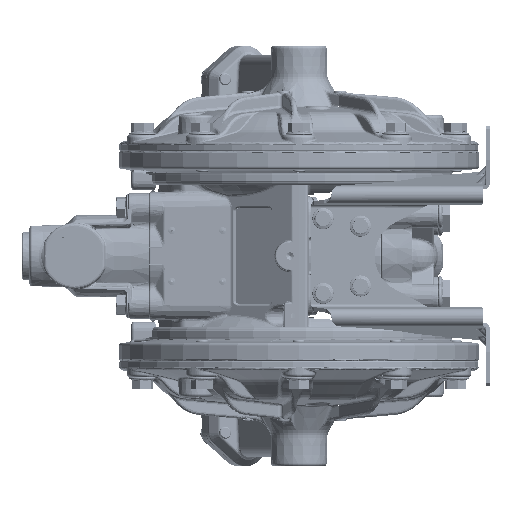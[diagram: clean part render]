
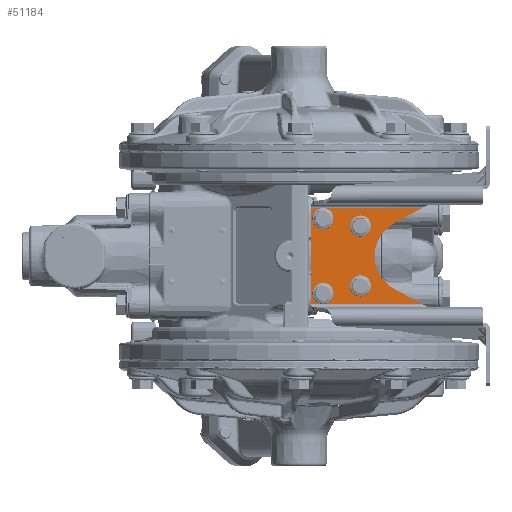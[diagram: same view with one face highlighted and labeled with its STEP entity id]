
A CAD part, left-side view. The second image highlights one B-rep face of the part: STEP entity #51184.
In plain terms, the highlighted planar face has unit normal (-1, -0.018, 0).
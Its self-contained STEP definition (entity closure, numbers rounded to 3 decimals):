
#526 = EDGE_CURVE ( 'NONE', #117144, #247832, #58915, .T. ) ;
#2671 = ORIENTED_EDGE ( 'NONE', *, *, #214250, .T. ) ;
#4601 = CIRCLE ( 'NONE', #29359, 3.25 ) ;
#6934 = EDGE_LOOP ( 'NONE', ( #103977, #99887 ) ) ;
#8976 = DIRECTION ( 'NONE',  ( 0., 0., 1. ) ) ;
#12126 = CARTESIAN_POINT ( 'NONE',  ( -90.82, -8.042, -33.737 ) ) ;
#16340 = CARTESIAN_POINT ( 'NONE',  ( -90.68, -16.041, 25. ) ) ;
#19824 = DIRECTION ( 'NONE',  ( -1., -0.017, 0. ) ) ;
#20843 = EDGE_CURVE ( 'NONE', #55846, #196957, #42303, .T. ) ;
#22422 = EDGE_CURVE ( 'NONE', #196957, #55846, #199773, .T. ) ;
#25972 = EDGE_CURVE ( 'NONE', #247832, #117144, #149036, .T. ) ;
#26880 = VECTOR ( 'NONE', #197191, 1000. ) ;
#29359 = AXIS2_PLACEMENT_3D ( 'NONE', #62382, #258299, #90619 ) ;
#29483 = CARTESIAN_POINT ( 'NONE',  ( -91.008, 2.743, -13.632 ) ) ;
#37034 = ORIENTED_EDGE ( 'NONE', *, *, #526, .F. ) ;
#41107 = CARTESIAN_POINT ( 'NONE',  ( -90.82, -8.042, 32.029 ) ) ;
#42303 = CIRCLE ( 'NONE', #220571, 3.25 ) ;
#43134 = CARTESIAN_POINT ( 'NONE',  ( -89.848, -63.714, 22.03 ) ) ;
#49189 = VERTEX_POINT ( 'NONE', #43134 ) ;
#51184 = ADVANCED_FACE ( 'NONE', ( #180601, #320872, #106260, #246419, #171815 ), #175430, .T. ) ;
#55846 = VERTEX_POINT ( 'NONE', #260619 ) ;
#58915 = CIRCLE ( 'NONE', #235739, 3.25 ) ;
#62382 = CARTESIAN_POINT ( 'NONE',  ( -90.244, -41.037, 20. ) ) ;
#68796 = DIRECTION ( 'NONE',  ( -1., -0.017, 0. ) ) ;
#79896 = EDGE_CURVE ( 'NONE', #263503, #49189, #250375, .T. ) ;
#90178 = EDGE_CURVE ( 'NONE', #317795, #330659, #146071, .T. ) ;
#90619 = DIRECTION ( 'NONE',  ( 0., 0., 1. ) ) ;
#92762 = CIRCLE ( 'NONE', #291453, 25. ) ;
#93204 = VECTOR ( 'NONE', #156397, 1000. ) ;
#96226 = VECTOR ( 'NONE', #207932, 1000. ) ;
#99887 = ORIENTED_EDGE ( 'NONE', *, *, #320776, .F. ) ;
#103977 = ORIENTED_EDGE ( 'NONE', *, *, #90178, .F. ) ;
#104639 = CARTESIAN_POINT ( 'NONE',  ( -89.642, -75.532, 0. ) ) ;
#105621 = LINE ( 'NONE', #246554, #254516 ) ;
#106260 = FACE_BOUND ( 'NONE', #187938, .T. ) ;
#108484 = EDGE_CURVE ( 'NONE', #49189, #134527, #92762, .T. ) ;
#110042 = CARTESIAN_POINT ( 'NONE',  ( -90.244, -41.037, -20. ) ) ;
#110156 = DIRECTION ( 'NONE',  ( -1., -0.017, 0. ) ) ;
#117144 = VERTEX_POINT ( 'NONE', #265472 ) ;
#123098 = EDGE_CURVE ( 'NONE', #349348, #182254, #242873, .T. ) ;
#123422 = CARTESIAN_POINT ( 'NONE',  ( -90.244, -41.037, 23.25 ) ) ;
#124701 = EDGE_CURVE ( 'NONE', #182254, #349348, #4601, .T. ) ;
#124868 = CARTESIAN_POINT ( 'NONE',  ( -90.244, -41.037, -23.25 ) ) ;
#125135 = AXIS2_PLACEMENT_3D ( 'NONE', #236455, #68796, #264636 ) ;
#127087 = DIRECTION ( 'NONE',  ( -1., -0.017, 0. ) ) ;
#132829 = DIRECTION ( 'NONE',  ( 0., 0., 1. ) ) ;
#134527 = VERTEX_POINT ( 'NONE', #355735 ) ;
#136389 = EDGE_CURVE ( 'NONE', #134527, #236878, #224218, .T. ) ;
#138133 = DIRECTION ( 'NONE',  ( 0., 0., 1. ) ) ;
#141183 = CARTESIAN_POINT ( 'NONE',  ( -90.244, -41.037, 20. ) ) ;
#143767 = CARTESIAN_POINT ( 'NONE',  ( -90.244, -41.037, -16.75 ) ) ;
#146071 = CIRCLE ( 'NONE', #230132, 3.25 ) ;
#149036 = CIRCLE ( 'NONE', #328374, 3.25 ) ;
#150450 = DIRECTION ( 'NONE',  ( 0.015, -0.881, -0.473 ) ) ;
#152922 = CARTESIAN_POINT ( 'NONE',  ( -90.82, -8.042, -32.029 ) ) ;
#156397 = DIRECTION ( 'NONE',  ( 0.017, -1., 0. ) ) ;
#162554 = CARTESIAN_POINT ( 'NONE',  ( -89.523, -82.349, -32.029 ) ) ;
#167567 = LINE ( 'NONE', #321712, #93204 ) ;
#169280 = DIRECTION ( 'NONE',  ( 0., 0., 1. ) ) ;
#170548 = LINE ( 'NONE', #12126, #96226 ) ;
#171815 = FACE_OUTER_BOUND ( 'NONE', #326876, .T. ) ;
#175430 = PLANE ( 'NONE',  #212171 ) ;
#176636 = DIRECTION ( 'NONE',  ( -1., -0.017, 0. ) ) ;
#178586 = CARTESIAN_POINT ( 'NONE',  ( -90.518, -25.363, -1.45 ) ) ;
#180196 = ORIENTED_EDGE ( 'NONE', *, *, #79896, .F. ) ;
#180601 = FACE_BOUND ( 'NONE', #200085, .T. ) ;
#180692 = DIRECTION ( 'NONE',  ( -1., -0.017, 0. ) ) ;
#182254 = VERTEX_POINT ( 'NONE', #123422 ) ;
#184467 = ORIENTED_EDGE ( 'NONE', *, *, #20843, .F. ) ;
#187507 = CARTESIAN_POINT ( 'NONE',  ( -90.244, -41.037, -20. ) ) ;
#187938 = EDGE_LOOP ( 'NONE', ( #239703, #283115 ) ) ;
#192091 = AXIS2_PLACEMENT_3D ( 'NONE', #110042, #305910, #138133 ) ;
#196884 = CARTESIAN_POINT ( 'NONE',  ( -90.68, -16.041, 28.25 ) ) ;
#196957 = VERTEX_POINT ( 'NONE', #335912 ) ;
#197191 = DIRECTION ( 'NONE',  ( -0.015, 0.881, -0.473 ) ) ;
#199773 = CIRCLE ( 'NONE', #125135, 3.25 ) ;
#200085 = EDGE_LOOP ( 'NONE', ( #240292, #184467 ) ) ;
#207932 = DIRECTION ( 'NONE',  ( 0., 0., -1. ) ) ;
#211073 = DIRECTION ( 'NONE',  ( 0.017, -1., 0. ) ) ;
#212171 = AXIS2_PLACEMENT_3D ( 'NONE', #344422, #176636, #8976 ) ;
#214250 = EDGE_CURVE ( 'NONE', #340184, #327304, #170548, .T. ) ;
#215697 = DIRECTION ( 'NONE',  ( 0., 0., 1. ) ) ;
#220571 = AXIS2_PLACEMENT_3D ( 'NONE', #277885, #110156, #306009 ) ;
#224218 = LINE ( 'NONE', #178586, #355612 ) ;
#230132 = AXIS2_PLACEMENT_3D ( 'NONE', #187507, #19824, #215697 ) ;
#235739 = AXIS2_PLACEMENT_3D ( 'NONE', #16340, #180692, #312301 ) ;
#236455 = CARTESIAN_POINT ( 'NONE',  ( -90.68, -16.041, -25. ) ) ;
#236878 = VERTEX_POINT ( 'NONE', #162554 ) ;
#239703 = ORIENTED_EDGE ( 'NONE', *, *, #124701, .F. ) ;
#240292 = ORIENTED_EDGE ( 'NONE', *, *, #22422, .F. ) ;
#242873 = CIRCLE ( 'NONE', #298818, 3.25 ) ;
#246419 = FACE_BOUND ( 'NONE', #355256, .T. ) ;
#246554 = CARTESIAN_POINT ( 'NONE',  ( -90.82, -8.042, 32.029 ) ) ;
#247832 = VERTEX_POINT ( 'NONE', #196884 ) ;
#250375 = LINE ( 'NONE', #29483, #26880 ) ;
#254516 = VECTOR ( 'NONE', #211073, 1000. ) ;
#256129 = CARTESIAN_POINT ( 'NONE',  ( -90.244, -41.037, 16.75 ) ) ;
#258299 = DIRECTION ( 'NONE',  ( -1., -0.017, 0. ) ) ;
#259939 = EDGE_CURVE ( 'NONE', #327304, #236878, #167567, .T. ) ;
#260619 = CARTESIAN_POINT ( 'NONE',  ( -90.68, -16.041, -28.25 ) ) ;
#263503 = VERTEX_POINT ( 'NONE', #321314 ) ;
#264636 = DIRECTION ( 'NONE',  ( 0., 0., 1. ) ) ;
#265472 = CARTESIAN_POINT ( 'NONE',  ( -90.68, -16.041, 21.75 ) ) ;
#266891 = ORIENTED_EDGE ( 'NONE', *, *, #343890, .F. ) ;
#277885 = CARTESIAN_POINT ( 'NONE',  ( -90.68, -16.041, -25. ) ) ;
#283115 = ORIENTED_EDGE ( 'NONE', *, *, #123098, .F. ) ;
#288815 = ORIENTED_EDGE ( 'NONE', *, *, #259939, .T. ) ;
#291453 = AXIS2_PLACEMENT_3D ( 'NONE', #104639, #300547, #132829 ) ;
#294851 = CARTESIAN_POINT ( 'NONE',  ( -90.68, -16.041, 25. ) ) ;
#298818 = AXIS2_PLACEMENT_3D ( 'NONE', #141183, #337121, #169280 ) ;
#300547 = DIRECTION ( 'NONE',  ( -1., -0.017, 0. ) ) ;
#305910 = DIRECTION ( 'NONE',  ( -1., -0.017, 0. ) ) ;
#306009 = DIRECTION ( 'NONE',  ( 0., 0., 1. ) ) ;
#312301 = DIRECTION ( 'NONE',  ( 0., 0., 1. ) ) ;
#317795 = VERTEX_POINT ( 'NONE', #143767 ) ;
#320776 = EDGE_CURVE ( 'NONE', #330659, #317795, #336216, .T. ) ;
#320872 = FACE_BOUND ( 'NONE', #6934, .T. ) ;
#321314 = CARTESIAN_POINT ( 'NONE',  ( -89.523, -82.349, 32.029 ) ) ;
#321712 = CARTESIAN_POINT ( 'NONE',  ( -90.82, -8.042, -32.029 ) ) ;
#322930 = DIRECTION ( 'NONE',  ( 0., 0., 1. ) ) ;
#326876 = EDGE_LOOP ( 'NONE', ( #288815, #360103, #360867, #180196, #266891, #2671 ) ) ;
#327304 = VERTEX_POINT ( 'NONE', #152922 ) ;
#327533 = ORIENTED_EDGE ( 'NONE', *, *, #25972, .F. ) ;
#328374 = AXIS2_PLACEMENT_3D ( 'NONE', #294851, #127087, #322930 ) ;
#330659 = VERTEX_POINT ( 'NONE', #124868 ) ;
#335912 = CARTESIAN_POINT ( 'NONE',  ( -90.68, -16.041, -21.75 ) ) ;
#336216 = CIRCLE ( 'NONE', #192091, 3.25 ) ;
#337121 = DIRECTION ( 'NONE',  ( -1., -0.017, 0. ) ) ;
#340184 = VERTEX_POINT ( 'NONE', #41107 ) ;
#343890 = EDGE_CURVE ( 'NONE', #340184, #263503, #105621, .T. ) ;
#344422 = CARTESIAN_POINT ( 'NONE',  ( -90.82, -8.042, -33.737 ) ) ;
#349348 = VERTEX_POINT ( 'NONE', #256129 ) ;
#355256 = EDGE_LOOP ( 'NONE', ( #327533, #37034 ) ) ;
#355612 = VECTOR ( 'NONE', #150450, 1000. ) ;
#355735 = CARTESIAN_POINT ( 'NONE',  ( -89.848, -63.714, -22.03 ) ) ;
#360103 = ORIENTED_EDGE ( 'NONE', *, *, #136389, .F. ) ;
#360867 = ORIENTED_EDGE ( 'NONE', *, *, #108484, .F. ) ;
